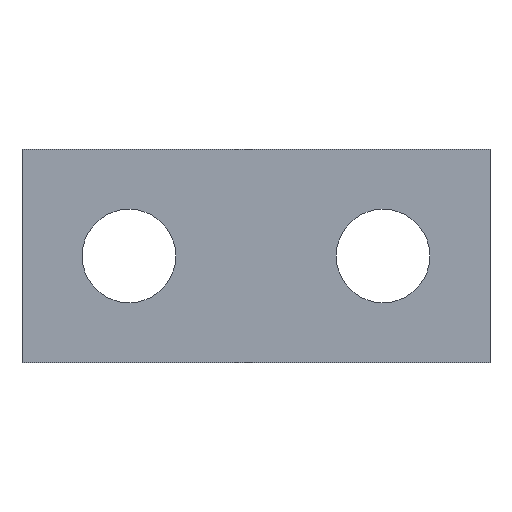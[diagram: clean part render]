
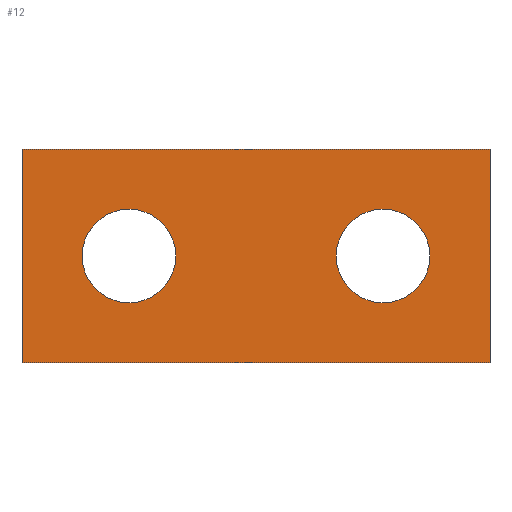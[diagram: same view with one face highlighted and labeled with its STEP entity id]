
A CAD part, front view. The second image highlights one B-rep face of the part: STEP entity #12.
In plain terms, the highlighted planar face has unit normal (0, -1, 0).
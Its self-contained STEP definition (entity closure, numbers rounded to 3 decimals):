
#12 = ADVANCED_FACE ( 'NONE', ( #142, #146, #140 ), #139, .F. ) ;
#17 = EDGE_CURVE ( 'NONE', #222, #214, #113, .T. ) ;
#19 = EDGE_CURVE ( 'NONE', #225, #221, #94, .T. ) ;
#20 = EDGE_CURVE ( 'NONE', #223, #227, #381, .T. ) ;
#24 = EDGE_CURVE ( 'NONE', #220, #223, #374, .T. ) ;
#25 = EDGE_CURVE ( 'NONE', #214, #222, #72, .T. ) ;
#31 = EDGE_CURVE ( 'NONE', #221, #225, #66, .T. ) ;
#33 = EDGE_CURVE ( 'NONE', #227, #215, #313, .T. ) ;
#34 = EDGE_CURVE ( 'NONE', #215, #220, #309, .T. ) ;
#61 = VECTOR ( 'NONE', #305, 1000. ) ;
#62 = VECTOR ( 'NONE', #310, 1000. ) ;
#63 = AXIS2_PLACEMENT_3D ( 'NONE', #320, #318, #317 ) ;
#66 = CIRCLE ( 'NONE', #63, 1.75 ) ;
#70 = AXIS2_PLACEMENT_3D ( 'NONE', #349, #354, #348 ) ;
#72 = CIRCLE ( 'NONE', #70, 1.75 ) ;
#74 = VECTOR ( 'NONE', #359, 1000. ) ;
#77 = AXIS2_PLACEMENT_3D ( 'NONE', #377, #376, #375 ) ;
#94 = CIRCLE ( 'NONE', #77, 1.75 ) ;
#97 = VECTOR ( 'NONE', #373, 1000. ) ;
#99 = AXIS2_PLACEMENT_3D ( 'NONE', #385, #384, #382 ) ;
#104 = AXIS2_PLACEMENT_3D ( 'NONE', #143, #151, #137 ) ;
#113 = CIRCLE ( 'NONE', #99, 1.75 ) ;
#116 = CARTESIAN_POINT ( 'NONE',  ( -121.35, 26., 19. ) ) ;
#137 = DIRECTION ( 'NONE',  ( 0., 0., 1. ) ) ;
#139 = PLANE ( 'NONE',  #104 ) ;
#140 = FACE_OUTER_BOUND ( 'NONE', #205, .T. ) ;
#142 = FACE_BOUND ( 'NONE', #200, .T. ) ;
#143 = CARTESIAN_POINT ( 'NONE',  ( -103.85, 26., 19. ) ) ;
#146 = FACE_BOUND ( 'NONE', #204, .T. ) ;
#151 = DIRECTION ( 'NONE',  ( 0., 1., 0. ) ) ;
#188 = ORIENTED_EDGE ( 'NONE', *, *, #24, .T. ) ;
#191 = ORIENTED_EDGE ( 'NONE', *, *, #34, .T. ) ;
#192 = ORIENTED_EDGE ( 'NONE', *, *, #20, .T. ) ;
#193 = ORIENTED_EDGE ( 'NONE', *, *, #33, .T. ) ;
#200 = EDGE_LOOP ( 'NONE', ( #362, #371 ) ) ;
#204 = EDGE_LOOP ( 'NONE', ( #365, #383 ) ) ;
#205 = EDGE_LOOP ( 'NONE', ( #188, #192, #193, #191 ) ) ;
#214 = VERTEX_POINT ( 'NONE', #290 ) ;
#215 = VERTEX_POINT ( 'NONE', #289 ) ;
#220 = VERTEX_POINT ( 'NONE', #304 ) ;
#221 = VERTEX_POINT ( 'NONE', #286 ) ;
#222 = VERTEX_POINT ( 'NONE', #285 ) ;
#223 = VERTEX_POINT ( 'NONE', #284 ) ;
#225 = VERTEX_POINT ( 'NONE', #282 ) ;
#227 = VERTEX_POINT ( 'NONE', #280 ) ;
#280 = CARTESIAN_POINT ( 'NONE',  ( -121.35, 26., 19. ) ) ;
#282 = CARTESIAN_POINT ( 'NONE',  ( -117.35, 26., 13.25 ) ) ;
#284 = CARTESIAN_POINT ( 'NONE',  ( -103.85, 26., 19. ) ) ;
#285 = CARTESIAN_POINT ( 'NONE',  ( -107.85, 26., 13.25 ) ) ;
#286 = CARTESIAN_POINT ( 'NONE',  ( -117.35, 26., 16.75 ) ) ;
#289 = CARTESIAN_POINT ( 'NONE',  ( -121.35, 26., 11. ) ) ;
#290 = CARTESIAN_POINT ( 'NONE',  ( -107.85, 26., 16.75 ) ) ;
#304 = CARTESIAN_POINT ( 'NONE',  ( -103.85, 26., 11. ) ) ;
#305 = DIRECTION ( 'NONE',  ( 1., 0., 0. ) ) ;
#306 = CARTESIAN_POINT ( 'NONE',  ( -121.35, 26., 11. ) ) ;
#309 = LINE ( 'NONE', #306, #61 ) ;
#310 = DIRECTION ( 'NONE',  ( 0., 0., -1. ) ) ;
#311 = CARTESIAN_POINT ( 'NONE',  ( -121.35, 26., 11. ) ) ;
#313 = LINE ( 'NONE', #311, #62 ) ;
#317 = DIRECTION ( 'NONE',  ( 0., 0., -1. ) ) ;
#318 = DIRECTION ( 'NONE',  ( 0., -1., 0. ) ) ;
#320 = CARTESIAN_POINT ( 'NONE',  ( -117.35, 26., 15. ) ) ;
#348 = DIRECTION ( 'NONE',  ( 0., 0., 1. ) ) ;
#349 = CARTESIAN_POINT ( 'NONE',  ( -107.85, 26., 15. ) ) ;
#354 = DIRECTION ( 'NONE',  ( 0., -1., 0. ) ) ;
#359 = DIRECTION ( 'NONE',  ( 0., 0., 1. ) ) ;
#360 = CARTESIAN_POINT ( 'NONE',  ( -103.85, 26., 11. ) ) ;
#362 = ORIENTED_EDGE ( 'NONE', *, *, #19, .F. ) ;
#365 = ORIENTED_EDGE ( 'NONE', *, *, #17, .F. ) ;
#371 = ORIENTED_EDGE ( 'NONE', *, *, #31, .F. ) ;
#373 = DIRECTION ( 'NONE',  ( -1., 0., 0. ) ) ;
#374 = LINE ( 'NONE', #360, #74 ) ;
#375 = DIRECTION ( 'NONE',  ( 0., 0., -1. ) ) ;
#376 = DIRECTION ( 'NONE',  ( 0., -1., 0. ) ) ;
#377 = CARTESIAN_POINT ( 'NONE',  ( -117.35, 26., 15. ) ) ;
#381 = LINE ( 'NONE', #116, #97 ) ;
#382 = DIRECTION ( 'NONE',  ( 0., 0., 1. ) ) ;
#383 = ORIENTED_EDGE ( 'NONE', *, *, #25, .F. ) ;
#384 = DIRECTION ( 'NONE',  ( 0., -1., 0. ) ) ;
#385 = CARTESIAN_POINT ( 'NONE',  ( -107.85, 26., 15. ) ) ;
